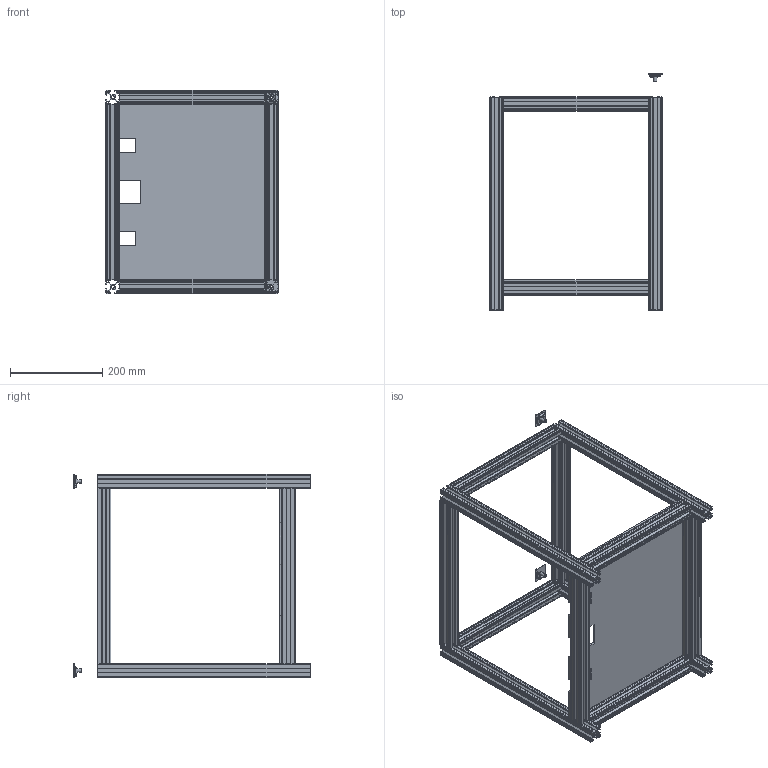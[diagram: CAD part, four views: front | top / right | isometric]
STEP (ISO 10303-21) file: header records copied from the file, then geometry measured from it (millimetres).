
FILE_DESCRIPTION(/* description */ (''),/* implementation_level */ '2;1');
FILE_NAME(/* name */ 'TsrcT model.step',/* time_stamp */ '2023-02-04T10:22:29+01:00',/* author */ (''),/* organization */ (''),/* preprocessor_version */ 'ST-DEVELOPER v19.2',/* originating_system */ 'Autodesk Translation Framework v11.17.0.187',/* authorisation */ '');
FILE_SCHEMA (('AUTOMOTIVE_DESIGN { 1 0 10303 214 3 1 1 }'));
Length unit declared in the file: millimetre
Products named in the file (1): TsrcT model
Bounding box: 373 x 511.5 x 440.01 mm (x, y, z)
Volume: 2039834 mm3; surface area: 1775010.9 mm2
Topology: 15 solids, 15 shells, 1359 faces, 3933 edges, 2612 vertices
Faces by surface type: plane 1018, cylinder 329, torus 12
Full cylindrical faces by diameter (mm): 5.2 x10, 6.8 x12, 7.4 x2
Entity records: 44703 total; most frequent: CARTESIAN_POINT 7905, ORIENTED_EDGE 7866, DIRECTION 7329, EDGE_CURVE 3933, LINE 3257, VECTOR 3257, VERTEX_POINT 2612, AXIS2_PLACEMENT_3D 2036
